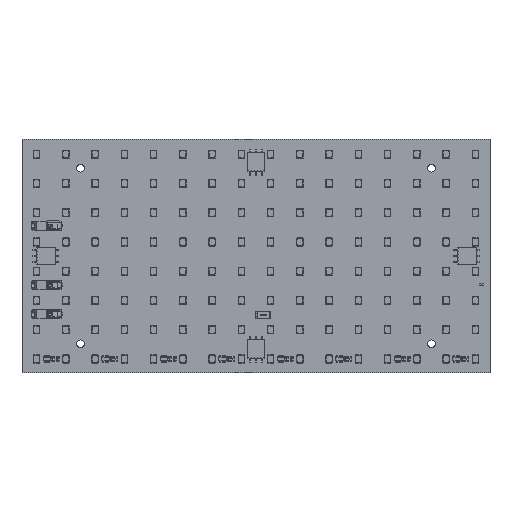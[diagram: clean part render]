
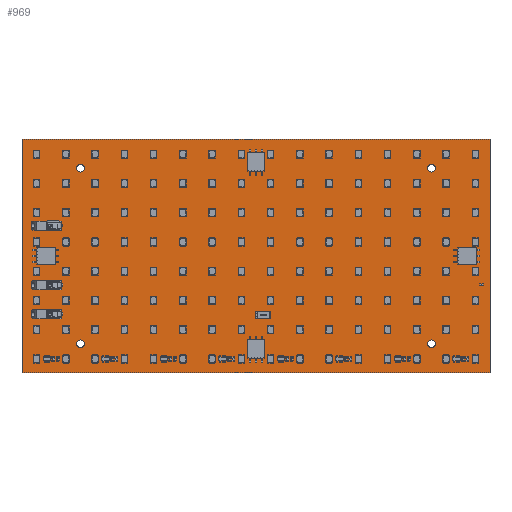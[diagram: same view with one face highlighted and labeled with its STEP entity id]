
A CAD part, top view. The second image highlights one B-rep face of the part: STEP entity #969.
In plain terms, the highlighted planar face has unit normal (0, 0, 1).
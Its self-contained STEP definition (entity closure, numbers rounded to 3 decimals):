
#696 = VERTEX_POINT('',#697);
#697 = CARTESIAN_POINT('',(0.,0.,0.01));
#703 = EDGE_CURVE('',#696,#704,#706,.T.);
#704 = VERTEX_POINT('',#705);
#705 = CARTESIAN_POINT('',(0.,100.,0.01));
#706 = LINE('',#707,#708);
#707 = CARTESIAN_POINT('',(0.,0.,0.01));
#708 = VECTOR('',#709,1.);
#709 = DIRECTION('',(0.,1.,0.));
#734 = EDGE_CURVE('',#704,#735,#737,.T.);
#735 = VERTEX_POINT('',#736);
#736 = CARTESIAN_POINT('',(200.,100.,0.01));
#737 = LINE('',#738,#739);
#738 = CARTESIAN_POINT('',(0.,100.,0.01));
#739 = VECTOR('',#740,1.);
#740 = DIRECTION('',(1.,0.,0.));
#765 = EDGE_CURVE('',#735,#766,#768,.T.);
#766 = VERTEX_POINT('',#767);
#767 = CARTESIAN_POINT('',(200.,0.,0.01));
#768 = LINE('',#769,#770);
#769 = CARTESIAN_POINT('',(200.,100.,0.01));
#770 = VECTOR('',#771,1.);
#771 = DIRECTION('',(0.,-1.,0.));
#796 = EDGE_CURVE('',#766,#696,#797,.T.);
#797 = LINE('',#798,#799);
#798 = CARTESIAN_POINT('',(200.,0.,0.01));
#799 = VECTOR('',#800,1.);
#800 = DIRECTION('',(-1.,0.,0.));
#820 = VERTEX_POINT('',#821);
#821 = CARTESIAN_POINT('',(26.625,12.5,0.01));
#827 = EDGE_CURVE('',#820,#820,#828,.T.);
#828 = CIRCLE('',#829,1.625);
#829 = AXIS2_PLACEMENT_3D('',#830,#831,#832);
#830 = CARTESIAN_POINT('',(25.,12.5,0.01));
#831 = DIRECTION('',(0.,0.,1.));
#832 = DIRECTION('',(1.,0.,-0.));
#853 = VERTEX_POINT('',#854);
#854 = CARTESIAN_POINT('',(26.625,87.5,0.01));
#860 = EDGE_CURVE('',#853,#853,#861,.T.);
#861 = CIRCLE('',#862,1.625);
#862 = AXIS2_PLACEMENT_3D('',#863,#864,#865);
#863 = CARTESIAN_POINT('',(25.,87.5,0.01));
#864 = DIRECTION('',(0.,0.,1.));
#865 = DIRECTION('',(1.,0.,-0.));
#886 = VERTEX_POINT('',#887);
#887 = CARTESIAN_POINT('',(176.625,12.5,0.01));
#893 = EDGE_CURVE('',#886,#886,#894,.T.);
#894 = CIRCLE('',#895,1.625);
#895 = AXIS2_PLACEMENT_3D('',#896,#897,#898);
#896 = CARTESIAN_POINT('',(175.,12.5,0.01));
#897 = DIRECTION('',(0.,0.,1.));
#898 = DIRECTION('',(1.,0.,-0.));
#919 = VERTEX_POINT('',#920);
#920 = CARTESIAN_POINT('',(176.625,87.5,0.01));
#926 = EDGE_CURVE('',#919,#919,#927,.T.);
#927 = CIRCLE('',#928,1.625);
#928 = AXIS2_PLACEMENT_3D('',#929,#930,#931);
#929 = CARTESIAN_POINT('',(175.,87.5,0.01));
#930 = DIRECTION('',(0.,0.,1.));
#931 = DIRECTION('',(1.,0.,-0.));
#969 = ADVANCED_FACE('',(#970,#976,#979,#982,#985),#988,.F.);
#970 = FACE_BOUND('',#971,.F.);
#971 = EDGE_LOOP('',(#972,#973,#974,#975));
#972 = ORIENTED_EDGE('',*,*,#703,.T.);
#973 = ORIENTED_EDGE('',*,*,#734,.T.);
#974 = ORIENTED_EDGE('',*,*,#765,.T.);
#975 = ORIENTED_EDGE('',*,*,#796,.T.);
#976 = FACE_BOUND('',#977,.F.);
#977 = EDGE_LOOP('',(#978));
#978 = ORIENTED_EDGE('',*,*,#827,.T.);
#979 = FACE_BOUND('',#980,.F.);
#980 = EDGE_LOOP('',(#981));
#981 = ORIENTED_EDGE('',*,*,#860,.T.);
#982 = FACE_BOUND('',#983,.F.);
#983 = EDGE_LOOP('',(#984));
#984 = ORIENTED_EDGE('',*,*,#893,.T.);
#985 = FACE_BOUND('',#986,.F.);
#986 = EDGE_LOOP('',(#987));
#987 = ORIENTED_EDGE('',*,*,#926,.T.);
#988 = PLANE('',#989);
#989 = AXIS2_PLACEMENT_3D('',#990,#991,#992);
#990 = CARTESIAN_POINT('',(100.,50.,0.01));
#991 = DIRECTION('',(-0.,-0.,-1.));
#992 = DIRECTION('',(-1.,0.,0.));
